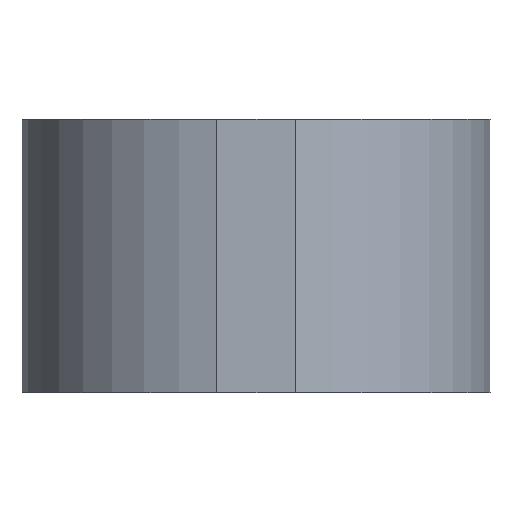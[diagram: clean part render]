
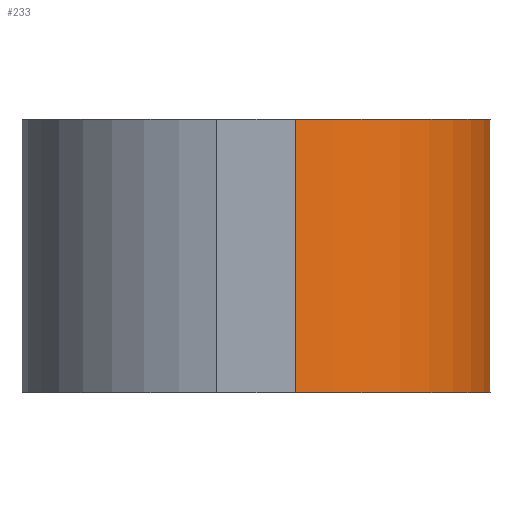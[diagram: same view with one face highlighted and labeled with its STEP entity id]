
A CAD part, left-side view. The second image highlights one B-rep face of the part: STEP entity #233.
In plain terms, the highlighted cylindrical face has radius 6 mm (diameter 12 mm), a partial arc.
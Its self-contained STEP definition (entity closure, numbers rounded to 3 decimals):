
#26=CYLINDRICAL_SURFACE('',#268,6.);
#36=FACE_OUTER_BOUND('',#51,.T.);
#51=EDGE_LOOP('',(#203,#204,#205,#206));
#74=LINE('',#395,#97);
#75=LINE('',#397,#98);
#97=VECTOR('',#325,10.);
#98=VECTOR('',#328,10.);
#106=CIRCLE('',#259,6.);
#109=CIRCLE('',#264,6.);
#117=VERTEX_POINT('',#359);
#118=VERTEX_POINT('',#361);
#126=VERTEX_POINT('',#380);
#127=VERTEX_POINT('',#382);
#139=EDGE_CURVE('',#117,#118,#106,.T.);
#149=EDGE_CURVE('',#126,#127,#109,.T.);
#156=EDGE_CURVE('',#117,#127,#74,.T.);
#157=EDGE_CURVE('',#118,#126,#75,.T.);
#203=ORIENTED_EDGE('',*,*,#139,.F.);
#204=ORIENTED_EDGE('',*,*,#156,.T.);
#205=ORIENTED_EDGE('',*,*,#149,.F.);
#206=ORIENTED_EDGE('',*,*,#157,.F.);
#233=ADVANCED_FACE('',(#36),#26,.T.);
#259=AXIS2_PLACEMENT_3D('',#362,#294,#295);
#264=AXIS2_PLACEMENT_3D('',#383,#311,#312);
#268=AXIS2_PLACEMENT_3D('',#396,#326,#327);
#294=DIRECTION('center_axis',(0.,0.,1.));
#295=DIRECTION('ref_axis',(1.,0.,0.));
#311=DIRECTION('center_axis',(0.,0.,-1.));
#312=DIRECTION('ref_axis',(1.,0.,0.));
#325=DIRECTION('',(0.,0.,-1.));
#326=DIRECTION('center_axis',(0.,0.,-1.));
#327=DIRECTION('ref_axis',(1.,0.,0.));
#328=DIRECTION('',(0.,0.,-1.));
#359=CARTESIAN_POINT('',(-5.916,-1.,0.));
#361=CARTESIAN_POINT('',(5.916,-1.,0.));
#362=CARTESIAN_POINT('Origin',(0.,0.,0.));
#380=CARTESIAN_POINT('',(5.916,-1.,-7.));
#382=CARTESIAN_POINT('',(-5.916,-1.,-7.));
#383=CARTESIAN_POINT('Origin',(0.,0.,-7.));
#395=CARTESIAN_POINT('',(-5.916,-1.,0.));
#396=CARTESIAN_POINT('Origin',(0.,0.,0.));
#397=CARTESIAN_POINT('',(5.916,-1.,0.));
